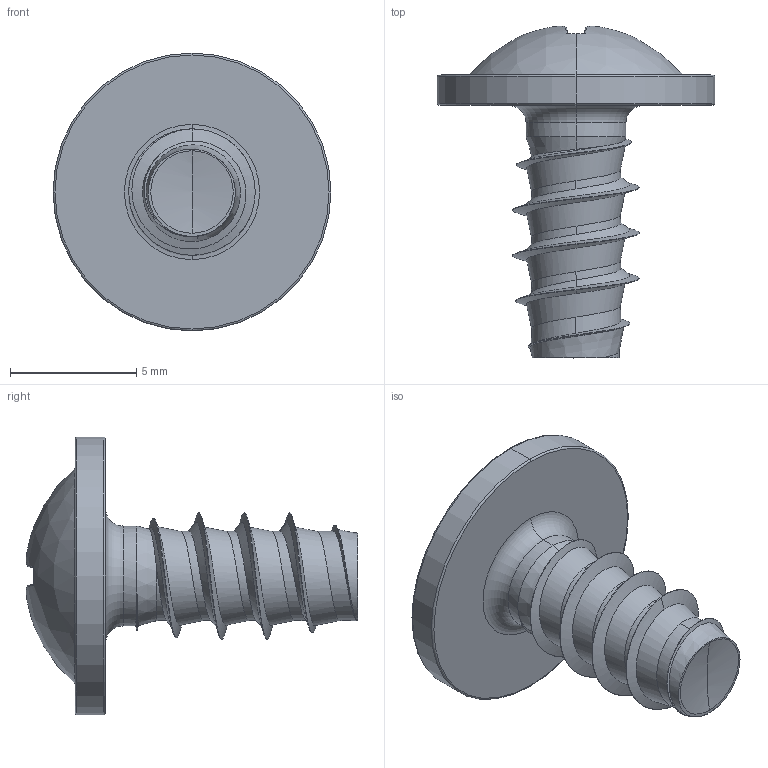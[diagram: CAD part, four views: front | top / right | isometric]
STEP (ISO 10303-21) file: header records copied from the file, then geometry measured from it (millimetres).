
FILE_DESCRIPTION (( 'STEP AP203' ), '1' );
FILE_NAME ('STP310500100.STEP', '2017-08-15T13:30:00', ( '' ), ( '' ), 'SwSTEP 2.0', 'SolidWorks 2015', '' );
FILE_SCHEMA (( 'CONFIG_CONTROL_DESIGN' ));
Length unit declared in the file: millimetre
Products named in the file (1): STP310500100
Bounding box: 11 x 13.14 x 11 mm (x, y, z)
Volume: 280.3 mm3; surface area: 425.2 mm2
Topology: 1 solids, 1 shells, 177 faces, 398 edges, 224 vertices
Faces by surface type: bspline 51, cylinder 36, torus 30, sphere 28, plane 23, cone 9
Entity records: 14507 total; most frequent: CARTESIAN_POINT 10851, ORIENTED_EDGE 792, DIRECTION 713, EDGE_CURVE 396, AXIS2_PLACEMENT_3D 322, VERTEX_POINT 224, CIRCLE 195, EDGE_LOOP 180
